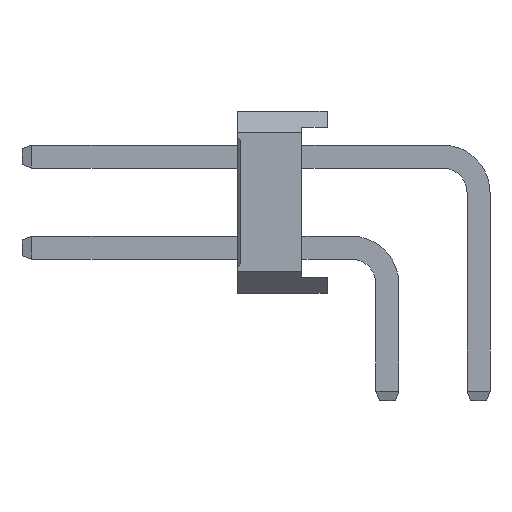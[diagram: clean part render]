
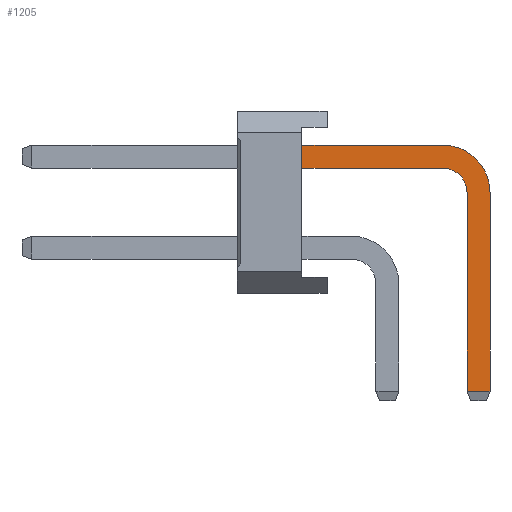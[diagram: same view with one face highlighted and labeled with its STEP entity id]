
A CAD part, left-side view. The second image highlights one B-rep face of the part: STEP entity #1205.
In plain terms, the highlighted planar face has unit normal (-1, 0, 0).
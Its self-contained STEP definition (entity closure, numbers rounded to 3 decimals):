
#1205=ADVANCED_FACE('',(#3715),#3717,.T.);
#3715=FACE_BOUND('',#3716,.T.);
#3716=EDGE_LOOP('',(#5697,#5698,#5699,#5700,#5701,#5702,#5703,#5704));
#3717=PLANE('',#3718);
#3718=AXIS2_PLACEMENT_3D('',#3719,#3720,#3721);
#3719=CARTESIAN_POINT('',(-0.32,-2.22,-3.));
#3720=DIRECTION('',(-1.,0.,0.));
#3721=DIRECTION('',(0.,-1.,0.));
#5697=ORIENTED_EDGE('',*,*,#6906,.T.);
#5698=ORIENTED_EDGE('',*,*,#6907,.T.);
#5699=ORIENTED_EDGE('',*,*,#6908,.T.);
#5700=ORIENTED_EDGE('',*,*,#6909,.T.);
#5701=ORIENTED_EDGE('',*,*,#6579,.T.);
#5702=ORIENTED_EDGE('',*,*,#6905,.F.);
#5703=ORIENTED_EDGE('',*,*,#6910,.F.);
#5704=ORIENTED_EDGE('',*,*,#6911,.F.);
#6579=EDGE_CURVE('',#7478,#7476,#7479,.T.);
#6905=EDGE_CURVE('',#7990,#7476,#7992,.T.);
#6906=EDGE_CURVE('',#7993,#7994,#7995,.T.);
#6907=EDGE_CURVE('',#7994,#7996,#7997,.T.);
#6908=EDGE_CURVE('',#7996,#7998,#7999,.T.);
#6909=EDGE_CURVE('',#7998,#7478,#8000,.T.);
#6910=EDGE_CURVE('',#8001,#7990,#8002,.T.);
#6911=EDGE_CURVE('',#7993,#8001,#8003,.T.);
#7476=VERTEX_POINT('',#8994);
#7478=VERTEX_POINT('',#8998);
#7479=LINE('',#8999,#9000);
#7990=VERTEX_POINT('',#10182);
#7992=LINE('',#10186,#10187);
#7993=VERTEX_POINT('',#10189);
#7994=VERTEX_POINT('',#10190);
#7995=LINE('',#10191,#10192);
#7996=VERTEX_POINT('',#10194);
#7997=LINE('',#10195,#10196);
#7998=VERTEX_POINT('',#10198);
#7999=CIRCLE('',#10199,1.32);
#8000=LINE('',#10203,#10204);
#8001=VERTEX_POINT('',#10206);
#8002=CIRCLE('',#10207,0.68);
#8003=LINE('',#10211,#10212);
#8994=CARTESIAN_POINT('',(-0.32,2.38,3.49));
#8998=CARTESIAN_POINT('',(-0.32,2.38,4.13));
#8999=CARTESIAN_POINT('',(-0.32,2.38,4.13));
#9000=VECTOR('',#9001,1.);
#9001=DIRECTION('',(0.,0.,-1.));
#10182=CARTESIAN_POINT('',(-0.32,-1.54,3.49));
#10186=CARTESIAN_POINT('',(-0.32,-1.54,3.49));
#10187=VECTOR('',#10188,1.);
#10188=DIRECTION('',(0.,1.,0.));
#10189=CARTESIAN_POINT('',(-0.32,-2.22,-2.725));
#10190=CARTESIAN_POINT('',(-0.32,-2.86,-2.725));
#10191=CARTESIAN_POINT('',(-0.32,-2.22,-2.725));
#10192=VECTOR('',#10193,1.);
#10193=DIRECTION('',(0.,-1.,0.));
#10194=CARTESIAN_POINT('',(-0.32,-2.86,2.81));
#10195=CARTESIAN_POINT('',(-0.32,-2.86,-2.725));
#10196=VECTOR('',#10197,1.);
#10197=DIRECTION('',(0.,0.,1.));
#10198=CARTESIAN_POINT('',(-0.32,-1.54,4.13));
#10199=AXIS2_PLACEMENT_3D('',#10200,#10201,#10202);
#10200=CARTESIAN_POINT('',(-0.32,-1.54,2.81));
#10201=DIRECTION('',(-1.,0.,0.));
#10202=DIRECTION('',(0.,-1.,0.));
#10203=CARTESIAN_POINT('',(-0.32,-1.54,4.13));
#10204=VECTOR('',#10205,1.);
#10205=DIRECTION('',(0.,1.,0.));
#10206=CARTESIAN_POINT('',(-0.32,-2.22,2.81));
#10207=AXIS2_PLACEMENT_3D('',#10208,#10209,#10210);
#10208=CARTESIAN_POINT('',(-0.32,-1.54,2.81));
#10209=DIRECTION('',(-1.,0.,0.));
#10210=DIRECTION('',(0.,-1.,0.));
#10211=CARTESIAN_POINT('',(-0.32,-2.22,-2.725));
#10212=VECTOR('',#10213,1.);
#10213=DIRECTION('',(0.,0.,1.));
